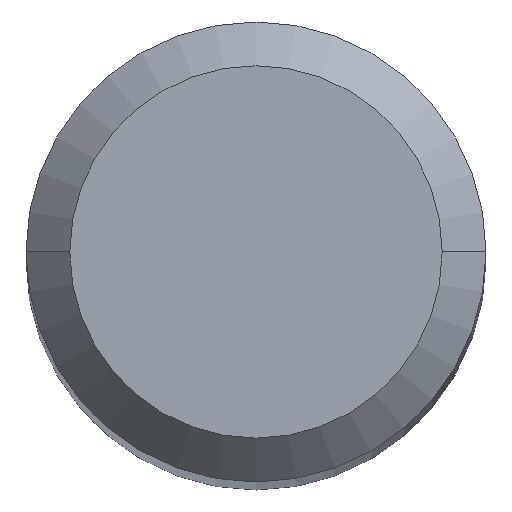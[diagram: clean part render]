
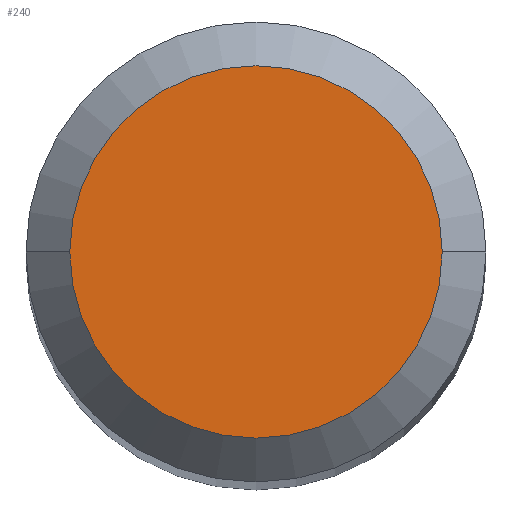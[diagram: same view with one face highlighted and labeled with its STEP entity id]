
A CAD part, top view. The second image highlights one B-rep face of the part: STEP entity #240.
In plain terms, the highlighted planar face has unit normal (0, 0, 1).
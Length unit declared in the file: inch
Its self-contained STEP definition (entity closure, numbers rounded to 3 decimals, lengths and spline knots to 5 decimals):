
#4 = AXIS2_PLACEMENT_3D ( 'NONE', #412, #351, #406 ) ;
#19 = ORIENTED_EDGE ( 'NONE', *, *, #37, .T. ) ;
#37 = EDGE_CURVE ( 'NONE', #184, #127, #548, .T. ) ;
#39 = CIRCLE ( 'NONE', #661, 0.06374 ) ;
#42 = CARTESIAN_POINT ( 'NONE',  ( 0., 0., 2.24409 ) ) ;
#127 = VERTEX_POINT ( 'NONE', #228 ) ;
#158 = AXIS2_PLACEMENT_3D ( 'NONE', #42, #374, #267 ) ;
#184 = VERTEX_POINT ( 'NONE', #558 ) ;
#199 = PLANE ( 'NONE',  #4 ) ;
#228 = CARTESIAN_POINT ( 'NONE',  ( 0.06374, 0., 2.24409 ) ) ;
#240 = ADVANCED_FACE ( 'NONE', ( #569 ), #199, .T. ) ;
#250 = CARTESIAN_POINT ( 'NONE',  ( 0., 0., 2.24409 ) ) ;
#267 = DIRECTION ( 'NONE',  ( 1., 0., 0. ) ) ;
#299 = DIRECTION ( 'NONE',  ( 0., 0., 1. ) ) ;
#329 = EDGE_LOOP ( 'NONE', ( #19, #466 ) ) ;
#351 = DIRECTION ( 'NONE',  ( 0., 0., 1. ) ) ;
#374 = DIRECTION ( 'NONE',  ( 0., 0., 1. ) ) ;
#406 = DIRECTION ( 'NONE',  ( 1., 0., 0. ) ) ;
#408 = DIRECTION ( 'NONE',  ( 1., 0., 0. ) ) ;
#412 = CARTESIAN_POINT ( 'NONE',  ( 0., 0., 2.24409 ) ) ;
#466 = ORIENTED_EDGE ( 'NONE', *, *, #632, .T. ) ;
#548 = CIRCLE ( 'NONE', #158, 0.06374 ) ;
#558 = CARTESIAN_POINT ( 'NONE',  ( -0.06374, 0., 2.24409 ) ) ;
#569 = FACE_OUTER_BOUND ( 'NONE', #329, .T. ) ;
#632 = EDGE_CURVE ( 'NONE', #127, #184, #39, .T. ) ;
#661 = AXIS2_PLACEMENT_3D ( 'NONE', #250, #299, #408 ) ;
